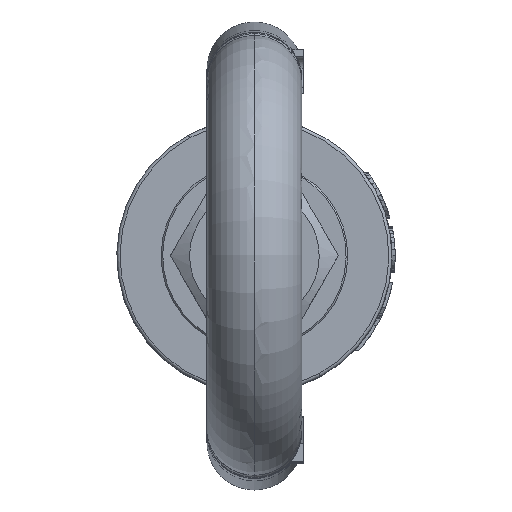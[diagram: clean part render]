
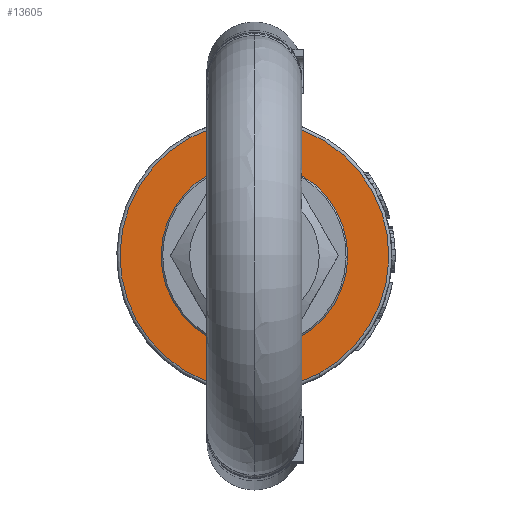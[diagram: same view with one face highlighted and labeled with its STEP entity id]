
A CAD part, top view. The second image highlights one B-rep face of the part: STEP entity #13605.
In plain terms, the highlighted planar face has unit normal (0, 0, 1).
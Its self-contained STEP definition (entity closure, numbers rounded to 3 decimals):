
#13508=CARTESIAN_POINT('Axis2P3D Location',(0.,0.,-68.5)) ;
#13512=CARTESIAN_POINT('Vertex',(20.376,-37.297,-68.5)) ;
#13514=CARTESIAN_POINT('Vertex',(-20.376,37.297,-68.5)) ;
#13534=CARTESIAN_POINT('Axis2P3D Location',(0.,0.,-68.5)) ;
#13578=CARTESIAN_POINT('Axis2P3D Location',(0.,-29.5,-68.5)) ;
#13587=CARTESIAN_POINT('Axis2P3D Location',(0.,0.,-68.5)) ;
#13591=CARTESIAN_POINT('Vertex',(14.143,-25.889,-68.5)) ;
#13593=CARTESIAN_POINT('Vertex',(-14.143,25.889,-68.5)) ;
#13596=CARTESIAN_POINT('Axis2P3D Location',(0.,0.,-68.5)) ;
#13509=DIRECTION('Axis2P3D Direction',(0.,0.,1.)) ;
#13535=DIRECTION('Axis2P3D Direction',(0.,0.,1.)) ;
#13579=DIRECTION('Axis2P3D Direction',(0.,0.,1.)) ;
#13580=DIRECTION('Axis2P3D XDirection',(1.,0.,0.)) ;
#13588=DIRECTION('Axis2P3D Direction',(0.,0.,1.)) ;
#13597=DIRECTION('Axis2P3D Direction',(0.,0.,1.)) ;
#13510=AXIS2_PLACEMENT_3D('Circle Axis2P3D',#13508,#13509,$) ;
#13536=AXIS2_PLACEMENT_3D('Circle Axis2P3D',#13534,#13535,$) ;
#13581=AXIS2_PLACEMENT_3D('Plane Axis2P3D',#13578,#13579,#13580) ;
#13589=AXIS2_PLACEMENT_3D('Circle Axis2P3D',#13587,#13588,$) ;
#13598=AXIS2_PLACEMENT_3D('Circle Axis2P3D',#13596,#13597,$) ;
#13584=ORIENTED_EDGE('',*,*,#13538,.T.) ;
#13585=ORIENTED_EDGE('',*,*,#13516,.T.) ;
#13602=ORIENTED_EDGE('',*,*,#13595,.F.) ;
#13603=ORIENTED_EDGE('',*,*,#13600,.F.) ;
#13604=FACE_BOUND('',#13601,.T.) ;
#13605=ADVANCED_FACE('\X2\672C9AD4\X0\.2',(#13586,#13604),#13582,.T.) ;
#13511=CIRCLE('generated circle',#13510,42.5) ;
#13537=CIRCLE('generated circle',#13536,42.5) ;
#13590=CIRCLE('generated circle',#13589,29.5) ;
#13599=CIRCLE('generated circle',#13598,29.5) ;
#13516=EDGE_CURVE('',#13513,#13515,#13511,.T.) ;
#13538=EDGE_CURVE('',#13515,#13513,#13537,.T.) ;
#13595=EDGE_CURVE('',#13592,#13594,#13590,.T.) ;
#13600=EDGE_CURVE('',#13594,#13592,#13599,.T.) ;
#13583=EDGE_LOOP('',(#13584,#13585)) ;
#13601=EDGE_LOOP('',(#13602,#13603)) ;
#13586=FACE_OUTER_BOUND('',#13583,.T.) ;
#13582=PLANE('',#13581) ;
#13513=VERTEX_POINT('',#13512) ;
#13515=VERTEX_POINT('',#13514) ;
#13592=VERTEX_POINT('',#13591) ;
#13594=VERTEX_POINT('',#13593) ;
